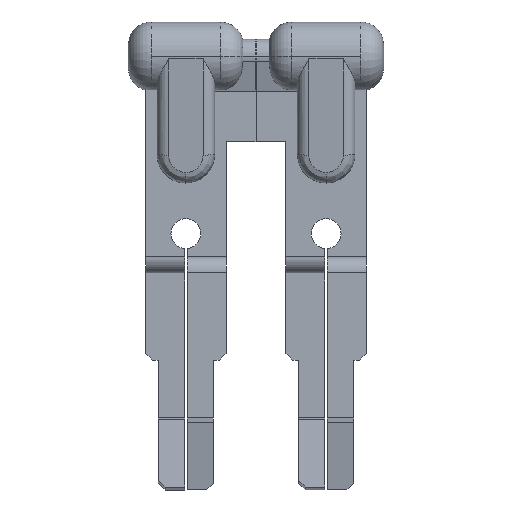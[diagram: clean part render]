
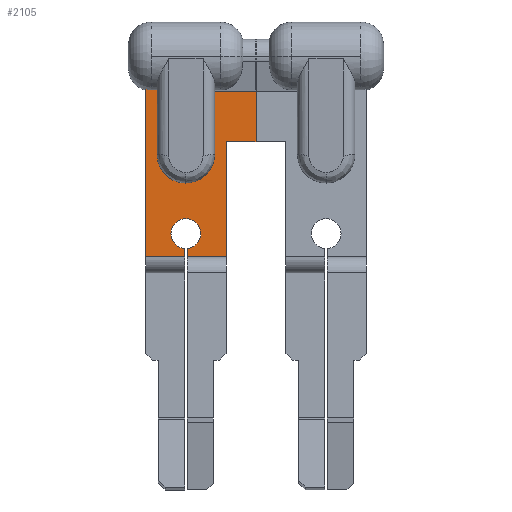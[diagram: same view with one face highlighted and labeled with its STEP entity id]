
A CAD part, top view. The second image highlights one B-rep face of the part: STEP entity #2105.
In plain terms, the highlighted face is planar.
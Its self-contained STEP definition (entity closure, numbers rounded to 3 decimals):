
#128 = FACE_BOUND ( 'NONE', #2331, .T. ) ;
#137 = FACE_OUTER_BOUND ( 'NONE', #2336, .T. ) ;
#154 = AXIS2_PLACEMENT_3D ( 'NONE', #2499, #703, #1550 ) ;
#198 = CARTESIAN_POINT ( 'NONE',  ( -1.75, -1.01, -0.7 ) ) ;
#410 = CARTESIAN_POINT ( 'NONE',  ( -0.65, 0., -0.7 ) ) ;
#419 = CARTESIAN_POINT ( 'NONE',  ( -1.75, 3.99, -0.7 ) ) ;
#525 = DIRECTION ( 'NONE',  ( -1., 0., 0. ) ) ;
#537 = CARTESIAN_POINT ( 'NONE',  ( -0.05, -0.648, -0.7 ) ) ;
#546 = DIRECTION ( 'NONE',  ( -1., 0., 0. ) ) ;
#550 = CARTESIAN_POINT ( 'NONE',  ( 1.75, 6.99, -0.7 ) ) ;
#567 = CARTESIAN_POINT ( 'NONE',  ( -1.75, -1.01, -0.7 ) ) ;
#592 = DIRECTION ( 'NONE',  ( 0., 1., 0. ) ) ;
#616 = DIRECTION ( 'NONE',  ( 0., 1., 0. ) ) ;
#621 = AXIS2_PLACEMENT_3D ( 'NONE', #693, #730, #721 ) ;
#625 = AXIS2_PLACEMENT_3D ( 'NONE', #819, #817, #803 ) ;
#627 = CARTESIAN_POINT ( 'NONE',  ( -3.048, 3.99, -0.7 ) ) ;
#639 = AXIS2_PLACEMENT_3D ( 'NONE', #875, #868, #866 ) ;
#640 = CARTESIAN_POINT ( 'NONE',  ( -3.048, 6.99, -0.7 ) ) ;
#653 = AXIS2_PLACEMENT_3D ( 'NONE', #2223, #2202, #2288 ) ;
#678 = AXIS2_PLACEMENT_3D ( 'NONE', #2385, #2389, #2393 ) ;
#683 = CARTESIAN_POINT ( 'NONE',  ( 0.05, -0.648, -0.7 ) ) ;
#693 = CARTESIAN_POINT ( 'NONE',  ( 0., 4.116, -0.7 ) ) ;
#703 = DIRECTION ( 'NONE',  ( 0., 0., 1. ) ) ;
#721 = DIRECTION ( 'NONE',  ( 1., 0., 0. ) ) ;
#730 = DIRECTION ( 'NONE',  ( 0., 0., 1. ) ) ;
#744 = EDGE_CURVE ( 'NONE', #1991, #1797, #1356, .T. ) ;
#754 = EDGE_CURVE ( 'NONE', #1979, #2426, #1362, .T. ) ;
#759 = EDGE_CURVE ( 'NONE', #1925, #1979, #1346, .T. ) ;
#760 = EDGE_CURVE ( 'NONE', #1925, #2072, #1345, .T. ) ;
#769 = CARTESIAN_POINT ( 'NONE',  ( 0.65, 0., -0.7 ) ) ;
#787 = EDGE_CURVE ( 'NONE', #2072, #1449, #1301, .T. ) ;
#794 = EDGE_CURVE ( 'NONE', #1797, #1499, #1284, .T. ) ;
#801 = EDGE_CURVE ( 'NONE', #2151, #1499, #1287, .T. ) ;
#803 = DIRECTION ( 'NONE',  ( 1., 0., 0. ) ) ;
#806 = EDGE_CURVE ( 'NONE', #1816, #2151, #1288, .T. ) ;
#808 = EDGE_CURVE ( 'NONE', #2287, #1606, #1281, .T. ) ;
#815 = EDGE_CURVE ( 'NONE', #2426, #1991, #1266, .T. ) ;
#817 = DIRECTION ( 'NONE',  ( 0., 0., 1. ) ) ;
#819 = CARTESIAN_POINT ( 'NONE',  ( 0., 0., -0.7 ) ) ;
#828 = EDGE_CURVE ( 'NONE', #1606, #2287, #1241, .T. ) ;
#852 = EDGE_CURVE ( 'NONE', #1763, #2182, #1213, .T. ) ;
#858 = EDGE_CURVE ( 'NONE', #1816, #1763, #1188, .T. ) ;
#862 = EDGE_CURVE ( 'NONE', #1449, #2182, #1179, .T. ) ;
#866 = DIRECTION ( 'NONE',  ( 1., 0., 0. ) ) ;
#868 = DIRECTION ( 'NONE',  ( 0., 0., 1. ) ) ;
#875 = CARTESIAN_POINT ( 'NONE',  ( 0., 4.116, -0.7 ) ) ;
#905 = DIRECTION ( 'NONE',  ( 0., -1., 0. ) ) ;
#906 = DIRECTION ( 'NONE',  ( 1., 0., 0. ) ) ;
#914 = CARTESIAN_POINT ( 'NONE',  ( -0.05, 0., -0.7 ) ) ;
#939 = CARTESIAN_POINT ( 'NONE',  ( -1.75, 6.99, -0.7 ) ) ;
#946 = DIRECTION ( 'NONE',  ( 0., -1., 0. ) ) ;
#985 = CARTESIAN_POINT ( 'NONE',  ( -3.048, 6.99, -0.7 ) ) ;
#1002 = CARTESIAN_POINT ( 'NONE',  ( 0.65, 4.116, -0.7 ) ) ;
#1059 = ORIENTED_EDGE ( 'NONE', *, *, #852, .T. ) ;
#1060 = CARTESIAN_POINT ( 'NONE',  ( -3.048, 3.99, -0.7 ) ) ;
#1089 = CARTESIAN_POINT ( 'NONE',  ( 0.05, -1.01, -0.7 ) ) ;
#1157 = CARTESIAN_POINT ( 'NONE',  ( -0.05, -1.01, -0.7 ) ) ;
#1174 = VECTOR ( 'NONE', #525, 1000. ) ;
#1179 = LINE ( 'NONE', #550, #1174 ) ;
#1185 = VECTOR ( 'NONE', #546, 1000. ) ;
#1188 = LINE ( 'NONE', #627, #1185 ) ;
#1190 = VECTOR ( 'NONE', #592, 1000. ) ;
#1213 = LINE ( 'NONE', #640, #1190 ) ;
#1241 = CIRCLE ( 'NONE', #621, 0.65 ) ;
#1266 = CIRCLE ( 'NONE', #625, 0.65 ) ;
#1271 = VECTOR ( 'NONE', #946, 1000. ) ;
#1279 = VECTOR ( 'NONE', #906, 1000. ) ;
#1281 = CIRCLE ( 'NONE', #639, 0.65 ) ;
#1284 = LINE ( 'NONE', #914, #1296 ) ;
#1287 = LINE ( 'NONE', #2518, #1279 ) ;
#1288 = LINE ( 'NONE', #939, #1271 ) ;
#1294 = VECTOR ( 'NONE', #2322, 1000. ) ;
#1296 = VECTOR ( 'NONE', #905, 1000. ) ;
#1301 = LINE ( 'NONE', #2251, #1294 ) ;
#1337 = VECTOR ( 'NONE', #1815, 1000. ) ;
#1343 = VECTOR ( 'NONE', #616, 1000. ) ;
#1345 = LINE ( 'NONE', #567, #1337 ) ;
#1346 = LINE ( 'NONE', #2370, #1343 ) ;
#1356 = CIRCLE ( 'NONE', #678, 0.65 ) ;
#1362 = CIRCLE ( 'NONE', #653, 0.65 ) ;
#1388 = CARTESIAN_POINT ( 'NONE',  ( -0.65, 4.116, -0.7 ) ) ;
#1449 = VERTEX_POINT ( 'NONE', #2183 ) ;
#1454 = ORIENTED_EDGE ( 'NONE', *, *, #760, .F. ) ;
#1473 = ORIENTED_EDGE ( 'NONE', *, *, #801, .F. ) ;
#1499 = VERTEX_POINT ( 'NONE', #1157 ) ;
#1523 = ORIENTED_EDGE ( 'NONE', *, *, #815, .T. ) ;
#1538 = ORIENTED_EDGE ( 'NONE', *, *, #808, .T. ) ;
#1550 = DIRECTION ( 'NONE',  ( 1., 0., 0. ) ) ;
#1606 = VERTEX_POINT ( 'NONE', #1388 ) ;
#1753 = ORIENTED_EDGE ( 'NONE', *, *, #787, .F. ) ;
#1757 = ORIENTED_EDGE ( 'NONE', *, *, #806, .F. ) ;
#1763 = VERTEX_POINT ( 'NONE', #1060 ) ;
#1797 = VERTEX_POINT ( 'NONE', #537 ) ;
#1815 = DIRECTION ( 'NONE',  ( 1., 0., 0. ) ) ;
#1816 = VERTEX_POINT ( 'NONE', #419 ) ;
#1824 = ORIENTED_EDGE ( 'NONE', *, *, #754, .T. ) ;
#1837 = ORIENTED_EDGE ( 'NONE', *, *, #828, .T. ) ;
#1858 = PLANE ( 'NONE',  #154 ) ;
#1925 = VERTEX_POINT ( 'NONE', #1089 ) ;
#1979 = VERTEX_POINT ( 'NONE', #683 ) ;
#1991 = VERTEX_POINT ( 'NONE', #410 ) ;
#2072 = VERTEX_POINT ( 'NONE', #2491 ) ;
#2105 = ADVANCED_FACE ( 'NONE', ( #128, #137 ), #1858, .F. ) ;
#2148 = ORIENTED_EDGE ( 'NONE', *, *, #862, .F. ) ;
#2151 = VERTEX_POINT ( 'NONE', #198 ) ;
#2157 = ORIENTED_EDGE ( 'NONE', *, *, #858, .T. ) ;
#2182 = VERTEX_POINT ( 'NONE', #985 ) ;
#2183 = CARTESIAN_POINT ( 'NONE',  ( 1.75, 6.99, -0.7 ) ) ;
#2202 = DIRECTION ( 'NONE',  ( 0., 0., 1. ) ) ;
#2223 = CARTESIAN_POINT ( 'NONE',  ( 0., 0., -0.7 ) ) ;
#2251 = CARTESIAN_POINT ( 'NONE',  ( 1.75, -1.01, -0.7 ) ) ;
#2287 = VERTEX_POINT ( 'NONE', #1002 ) ;
#2288 = DIRECTION ( 'NONE',  ( 1., 0., 0. ) ) ;
#2320 = ORIENTED_EDGE ( 'NONE', *, *, #759, .T. ) ;
#2322 = DIRECTION ( 'NONE',  ( 0., 1., 0. ) ) ;
#2331 = EDGE_LOOP ( 'NONE', ( #1538, #1837 ) ) ;
#2336 = EDGE_LOOP ( 'NONE', ( #2342, #1473, #1757, #2157, #1059, #2148, #1753, #1454, #2320, #1824, #1523, #2423 ) ) ;
#2342 = ORIENTED_EDGE ( 'NONE', *, *, #794, .T. ) ;
#2370 = CARTESIAN_POINT ( 'NONE',  ( 0.05, 0., -0.7 ) ) ;
#2385 = CARTESIAN_POINT ( 'NONE',  ( 0., 0., -0.7 ) ) ;
#2389 = DIRECTION ( 'NONE',  ( 0., 0., 1. ) ) ;
#2393 = DIRECTION ( 'NONE',  ( 1., 0., 0. ) ) ;
#2423 = ORIENTED_EDGE ( 'NONE', *, *, #744, .T. ) ;
#2426 = VERTEX_POINT ( 'NONE', #769 ) ;
#2491 = CARTESIAN_POINT ( 'NONE',  ( 1.75, -1.01, -0.7 ) ) ;
#2499 = CARTESIAN_POINT ( 'NONE',  ( 0., 0., -0.7 ) ) ;
#2518 = CARTESIAN_POINT ( 'NONE',  ( -1.75, -1.01, -0.7 ) ) ;
